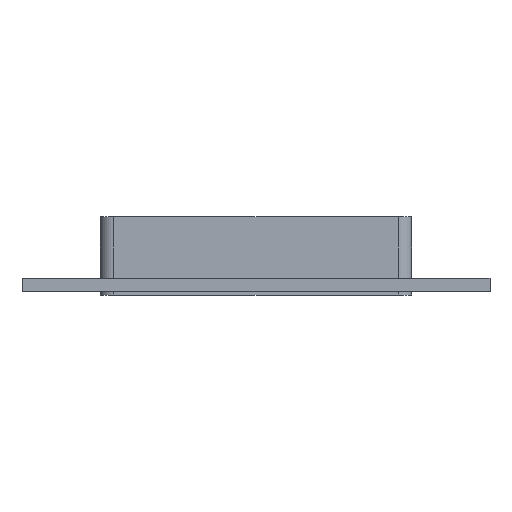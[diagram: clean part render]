
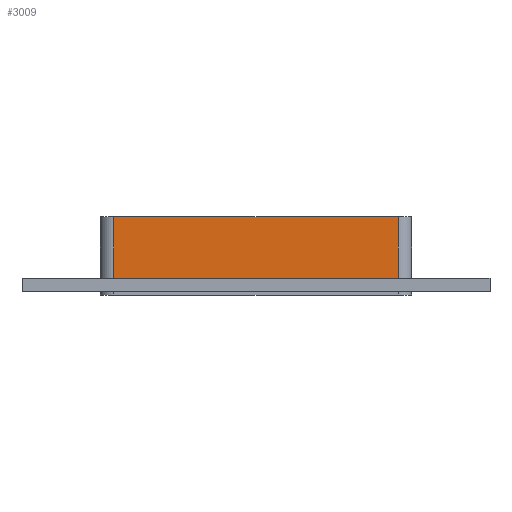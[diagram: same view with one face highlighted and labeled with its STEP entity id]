
A CAD part, left-side view. The second image highlights one B-rep face of the part: STEP entity #3009.
In plain terms, the highlighted planar face has unit normal (-1, 0, 0).
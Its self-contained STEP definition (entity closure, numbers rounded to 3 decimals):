
#1231=CARTESIAN_POINT('',(-592.25,-109.,-17.0));
#1232=VERTEX_POINT('',#1231);
#1240=CARTESIAN_POINT('',(-592.25,109.,-17.0));
#1241=VERTEX_POINT('',#1240);
#1242=CARTESIAN_POINT('',(-592.25,109.,-17.));
#1243=DIRECTION('',(0.0,-1.0,0.0));
#1244=VECTOR('',#1243,218.);
#1245=LINE('',#1242,#1244);
#1246=EDGE_CURVE('',#1241,#1232,#1245,.T.);
#2052=CARTESIAN_POINT('',(-592.25,-109.,30.0));
#2053=VERTEX_POINT('',#2052);
#2061=CARTESIAN_POINT('',(-592.25,-109.,30.0));
#2062=DIRECTION('',(0.0,0.0,-1.0));
#2063=VECTOR('',#2062,47.0);
#2064=LINE('',#2061,#2063);
#2065=EDGE_CURVE('',#2053,#1232,#2064,.T.);
#2076=CARTESIAN_POINT('',(-592.25,109.,30.0));
#2077=VERTEX_POINT('',#2076);
#2078=CARTESIAN_POINT('',(-592.25,109.,-17.0));
#2079=DIRECTION('',(0.0,0.0,1.0));
#2080=VECTOR('',#2079,47.0);
#2081=LINE('',#2078,#2080);
#2082=EDGE_CURVE('',#1241,#2077,#2081,.T.);
#2993=CARTESIAN_POINT('',(-592.25,119.,0.0));
#2994=DIRECTION('',(-1.0,0.0,0.0));
#2995=DIRECTION('',(0.0,-1.0,0.0));
#2996=AXIS2_PLACEMENT_3D('',#2993,#2994,#2995);
#2997=PLANE('',#2996);
#2998=ORIENTED_EDGE('',*,*,#1246,.T.);
#2999=ORIENTED_EDGE('',*,*,#2065,.F.);
#3000=CARTESIAN_POINT('',(-592.25,109.,30.0));
#3001=DIRECTION('',(0.0,-1.0,0.0));
#3002=VECTOR('',#3001,218.);
#3003=LINE('',#3000,#3002);
#3004=EDGE_CURVE('',#2077,#2053,#3003,.T.);
#3005=ORIENTED_EDGE('',*,*,#3004,.F.);
#3006=ORIENTED_EDGE('',*,*,#2082,.F.);
#3007=EDGE_LOOP('',(#2998,#2999,#3005,#3006));
#3008=FACE_OUTER_BOUND('',#3007,.T.);
#3009=ADVANCED_FACE('',(#3008),#2997,.T.);
